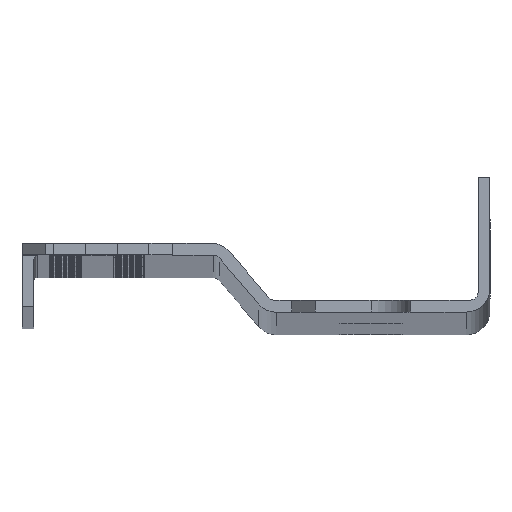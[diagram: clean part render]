
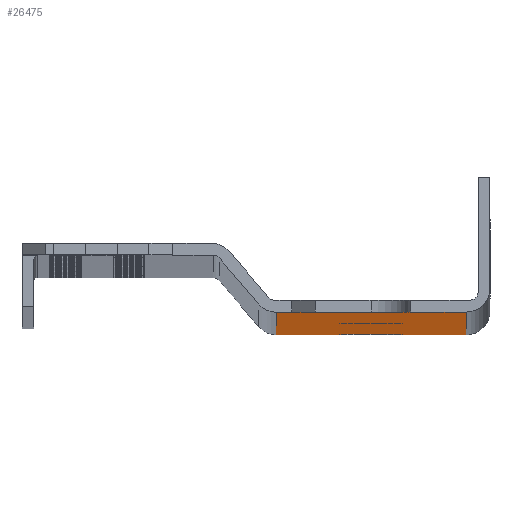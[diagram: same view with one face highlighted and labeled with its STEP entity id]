
A CAD part, top view. The second image highlights one B-rep face of the part: STEP entity #26475.
In plain terms, the highlighted face is planar.
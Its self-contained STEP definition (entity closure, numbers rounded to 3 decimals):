
#9302=DIRECTION('',(0.,-1.,0.));
#9303=VECTOR('',#9302,1633.29);
#9304=CARTESIAN_POINT('',(17.,734.79,26.916));
#9305=LINE('',#9304,#9303);
#9309=CARTESIAN_POINT('',(17.,-872.,14.995));
#9310=DIRECTION('',(1.,0.,0.));
#9311=DIRECTION('',(0.,1.,0.));
#9312=AXIS2_PLACEMENT_3D('',#9309,#9310,#9311);
#9317=CARTESIAN_POINT('',(17.,-872.,14.995));
#9318=DIRECTION('',(1.,0.,0.));
#9319=DIRECTION('',(0.,-1.,0.));
#9320=AXIS2_PLACEMENT_3D('',#9317,#9318,#9319);
#9325=CARTESIAN_POINT('',(17.,722.,14.995));
#9326=DIRECTION('',(1.,0.,0.));
#9327=DIRECTION('',(0.,1.,0.));
#9328=AXIS2_PLACEMENT_3D('',#9325,#9326,#9327);
#9333=CARTESIAN_POINT('',(17.,722.,14.995));
#9334=DIRECTION('',(1.,0.,0.));
#9335=DIRECTION('',(0.,-1.,0.));
#9336=AXIS2_PLACEMENT_3D('',#9333,#9334,#9335);
#9341=CARTESIAN_POINT('',(17.,-86.,14.995));
#9342=DIRECTION('',(-1.,0.,0.));
#9343=DIRECTION('',(0.,-1.,0.));
#9344=AXIS2_PLACEMENT_3D('',#9341,#9342,#9343);
#9349=CARTESIAN_POINT('',(17.,-86.,14.995));
#9350=DIRECTION('',(-1.,0.,0.));
#9351=DIRECTION('',(0.,1.,0.));
#9352=AXIS2_PLACEMENT_3D('',#9349,#9350,#9351);
#9357=CARTESIAN_POINT('',(17.,-62.5,14.995));
#9358=DIRECTION('',(-1.,0.,0.));
#9359=DIRECTION('',(0.,-1.,0.));
#9360=AXIS2_PLACEMENT_3D('',#9357,#9358,#9359);
#9365=CARTESIAN_POINT('',(17.,-62.5,14.995));
#9366=DIRECTION('',(-1.,0.,0.));
#9367=DIRECTION('',(0.,1.,0.));
#9368=AXIS2_PLACEMENT_3D('',#9365,#9366,#9367);
#9373=DIRECTION('',(0.,0.,1.));
#9374=VECTOR('',#9373,4.52);
#9375=CARTESIAN_POINT('',(17.,-898.5,3.));
#9376=LINE('',#9375,#9374);
#9380=DIRECTION('',(0.,0.844,0.537));
#9381=VECTOR('',#9380,5.287);
#9382=CARTESIAN_POINT('',(17.,-898.5,7.52));
#9383=LINE('',#9382,#9381);
#9387=CARTESIAN_POINT('',(17.,-896.999,14.995));
#9388=DIRECTION('',(1.,0.,0.));
#9389=DIRECTION('',(0.,0.538,-0.843));
#9390=AXIS2_PLACEMENT_3D('',#9387,#9388,#9389);
#9395=DIRECTION('',(0.,-0.844,0.537));
#9396=VECTOR('',#9395,5.287);
#9397=CARTESIAN_POINT('',(17.,-894.04,19.63));
#9398=LINE('',#9397,#9396);
#9402=DIRECTION('',(0.,0.,1.));
#9403=VECTOR('',#9402,4.446);
#9404=CARTESIAN_POINT('',(17.,-898.5,22.47));
#9405=LINE('',#9404,#9403);
#9409=DIRECTION('',(0.,0.,-1.));
#9410=VECTOR('',#9409,1.916);
#9411=CARTESIAN_POINT('',(17.,734.79,26.916));
#9412=LINE('',#9411,#9410);
#9416=DIRECTION('',(0.,0.707,-0.707));
#9417=VECTOR('',#9416,4.243);
#9418=CARTESIAN_POINT('',(17.,738.1,25.));
#9419=LINE('',#9418,#9417);
#9423=CARTESIAN_POINT('',(17.,746.1,15.));
#9424=DIRECTION('',(1.,0.,0.));
#9425=DIRECTION('',(0.,-1.,0.));
#9426=AXIS2_PLACEMENT_3D('',#9423,#9424,#9425);
#9431=DIRECTION('',(0.,0.,-1.));
#9432=VECTOR('',#9431,7.);
#9433=CARTESIAN_POINT('',(17.,750.,10.));
#9434=LINE('',#9433,#9432);
#10014=DIRECTION('',(0.,-1.,0.));
#10015=VECTOR('',#10014,3.31);
#10016=CARTESIAN_POINT('',(17.,738.1,25.));
#10017=LINE('',#10016,#10015);
#10028=DIRECTION('',(0.,0.,1.));
#10029=VECTOR('',#10028,7.);
#10030=CARTESIAN_POINT('',(17.,741.1,15.));
#10031=LINE('',#10030,#10029);
#10056=DIRECTION('',(0.,-1.,0.));
#10057=VECTOR('',#10056,3.9);
#10058=CARTESIAN_POINT('',(17.,750.,10.));
#10059=LINE('',#10058,#10057);
#10093=DIRECTION('',(0.,1.,0.));
#10094=VECTOR('',#10093,1648.5);
#10095=CARTESIAN_POINT('',(17.,-898.5,3.));
#10096=LINE('',#10095,#10094);
#17028=CARTESIAN_POINT('',(17.,726.,14.995));
#17029=CARTESIAN_POINT('',(17.,718.,14.995));
#17030=VERTEX_POINT('',#17028);
#17031=VERTEX_POINT('',#17029);
#17032=CARTESIAN_POINT('',(17.,734.79,26.916));
#17033=CARTESIAN_POINT('',(17.,734.79,25.));
#17034=VERTEX_POINT('',#17032);
#17035=VERTEX_POINT('',#17033);
#17036=CARTESIAN_POINT('',(17.,738.1,25.));
#17037=VERTEX_POINT('',#17036);
#17038=CARTESIAN_POINT('',(17.,741.1,22.));
#17039=VERTEX_POINT('',#17038);
#17040=CARTESIAN_POINT('',(17.,741.1,15.));
#17041=VERTEX_POINT('',#17040);
#17042=CARTESIAN_POINT('',(17.,746.1,10.));
#17043=VERTEX_POINT('',#17042);
#17044=CARTESIAN_POINT('',(17.,750.,10.));
#17045=VERTEX_POINT('',#17044);
#17046=CARTESIAN_POINT('',(17.,750.,3.));
#17047=VERTEX_POINT('',#17046);
#18870=CARTESIAN_POINT('',(17.,-90.,14.995));
#18871=CARTESIAN_POINT('',(17.,-82.,14.995));
#18872=VERTEX_POINT('',#18870);
#18873=VERTEX_POINT('',#18871);
#18874=CARTESIAN_POINT('',(17.,-66.5,14.995));
#18875=CARTESIAN_POINT('',(17.,-58.5,14.995));
#18876=VERTEX_POINT('',#18874);
#18877=VERTEX_POINT('',#18875);
#18920=CARTESIAN_POINT('',(17.,-898.5,3.));
#18921=CARTESIAN_POINT('',(17.,-898.5,7.52));
#18922=VERTEX_POINT('',#18920);
#18923=VERTEX_POINT('',#18921);
#18924=CARTESIAN_POINT('',(17.,-894.04,10.36));
#18925=VERTEX_POINT('',#18924);
#18926=CARTESIAN_POINT('',(17.,-894.04,19.63));
#18927=VERTEX_POINT('',#18926);
#18928=CARTESIAN_POINT('',(17.,-898.5,22.47));
#18929=VERTEX_POINT('',#18928);
#18930=CARTESIAN_POINT('',(17.,-898.5,26.916));
#18931=VERTEX_POINT('',#18930);
#18932=CARTESIAN_POINT('',(17.,-868.,14.995));
#18933=CARTESIAN_POINT('',(17.,-876.,14.995));
#18934=VERTEX_POINT('',#18932);
#18935=VERTEX_POINT('',#18933);
#26417=CARTESIAN_POINT('',(17.,600.,0.));
#26418=DIRECTION('',(1.,0.,0.));
#26419=DIRECTION('',(0.,-1.,0.));
#26420=AXIS2_PLACEMENT_3D('',#26417,#26418,#26419);
#26421=PLANE('',#26420);
#26423=ORIENTED_EDGE('',*,*,#26422,.F.);
#26425=ORIENTED_EDGE('',*,*,#26424,.T.);
#26427=ORIENTED_EDGE('',*,*,#26426,.T.);
#26429=ORIENTED_EDGE('',*,*,#26428,.T.);
#26431=ORIENTED_EDGE('',*,*,#26430,.T.);
#26433=ORIENTED_EDGE('',*,*,#26432,.T.);
#26434=ORIENTED_EDGE('',*,*,#26407,.F.);
#26436=ORIENTED_EDGE('',*,*,#26435,.T.);
#26438=ORIENTED_EDGE('',*,*,#26437,.F.);
#26440=ORIENTED_EDGE('',*,*,#26439,.T.);
#26442=ORIENTED_EDGE('',*,*,#26441,.F.);
#26444=ORIENTED_EDGE('',*,*,#26443,.T.);
#26446=ORIENTED_EDGE('',*,*,#26445,.F.);
#26448=ORIENTED_EDGE('',*,*,#26447,.T.);
#26449=EDGE_LOOP('',(#26423,#26425,#26427,#26429,#26431,#26433,#26434,#26436,
#26438,#26440,#26442,#26444,#26446,#26448));
#26450=FACE_OUTER_BOUND('',#26449,.F.);
#26452=ORIENTED_EDGE('',*,*,#26451,.T.);
#26454=ORIENTED_EDGE('',*,*,#26453,.T.);
#26455=EDGE_LOOP('',(#26452,#26454));
#26456=FACE_BOUND('',#26455,.F.);
#26458=ORIENTED_EDGE('',*,*,#26457,.F.);
#26460=ORIENTED_EDGE('',*,*,#26459,.F.);
#26461=EDGE_LOOP('',(#26458,#26460));
#26462=FACE_BOUND('',#26461,.F.);
#26464=ORIENTED_EDGE('',*,*,#26463,.F.);
#26466=ORIENTED_EDGE('',*,*,#26465,.F.);
#26467=EDGE_LOOP('',(#26464,#26466));
#26468=FACE_BOUND('',#26467,.F.);
#26470=ORIENTED_EDGE('',*,*,#26469,.T.);
#26472=ORIENTED_EDGE('',*,*,#26471,.T.);
#26473=EDGE_LOOP('',(#26470,#26472));
#26474=FACE_BOUND('',#26473,.F.);
#9313=CIRCLE('',#9312,4.);
#9321=CIRCLE('',#9320,4.);
#9329=CIRCLE('',#9328,4.);
#9337=CIRCLE('',#9336,4.);
#9345=CIRCLE('',#9344,4.);
#9353=CIRCLE('',#9352,4.);
#9361=CIRCLE('',#9360,4.);
#9369=CIRCLE('',#9368,4.);
#9391=CIRCLE('',#9390,5.499);
#9427=CIRCLE('',#9426,5.);
#26407=EDGE_CURVE('',#17034,#18931,#9305,.T.);
#26422=EDGE_CURVE('',#18922,#17047,#10096,.T.);
#26424=EDGE_CURVE('',#18922,#18923,#9376,.T.);
#26426=EDGE_CURVE('',#18923,#18925,#9383,.T.);
#26428=EDGE_CURVE('',#18925,#18927,#9391,.T.);
#26430=EDGE_CURVE('',#18927,#18929,#9398,.T.);
#26432=EDGE_CURVE('',#18929,#18931,#9405,.T.);
#26435=EDGE_CURVE('',#17034,#17035,#9412,.T.);
#26437=EDGE_CURVE('',#17037,#17035,#10017,.T.);
#26439=EDGE_CURVE('',#17037,#17039,#9419,.T.);
#26441=EDGE_CURVE('',#17041,#17039,#10031,.T.);
#26443=EDGE_CURVE('',#17041,#17043,#9427,.T.);
#26445=EDGE_CURVE('',#17045,#17043,#10059,.T.);
#26447=EDGE_CURVE('',#17045,#17047,#9434,.T.);
#26451=EDGE_CURVE('',#17030,#17031,#9329,.T.);
#26453=EDGE_CURVE('',#17031,#17030,#9337,.T.);
#26457=EDGE_CURVE('',#18872,#18873,#9345,.T.);
#26459=EDGE_CURVE('',#18873,#18872,#9353,.T.);
#26463=EDGE_CURVE('',#18876,#18877,#9361,.T.);
#26465=EDGE_CURVE('',#18877,#18876,#9369,.T.);
#26469=EDGE_CURVE('',#18934,#18935,#9313,.T.);
#26471=EDGE_CURVE('',#18935,#18934,#9321,.T.);
#26475=ADVANCED_FACE('',(#26450,#26456,#26462,#26468,#26474),#26421,.T.);
